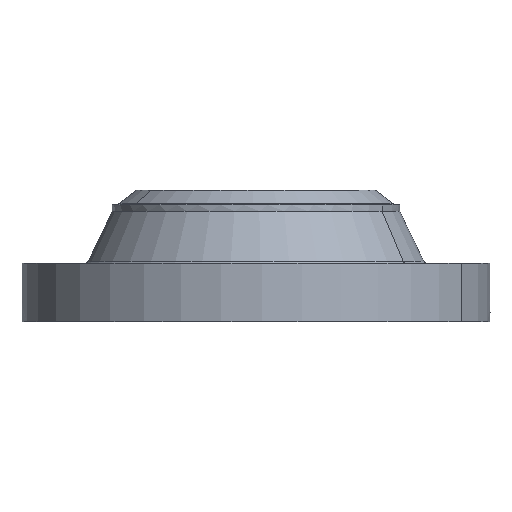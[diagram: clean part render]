
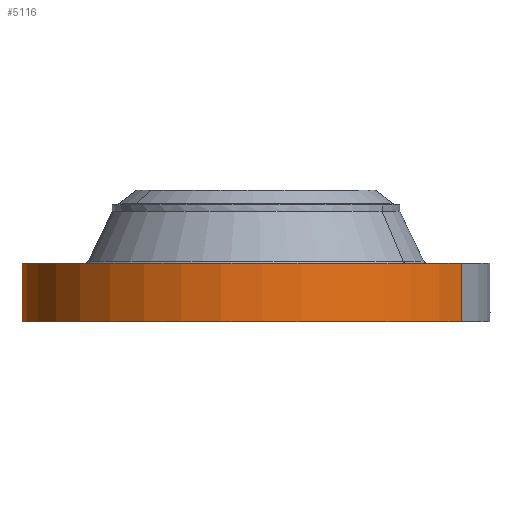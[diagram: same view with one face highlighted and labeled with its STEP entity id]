
A CAD part, left-side view. The second image highlights one B-rep face of the part: STEP entity #5116.
In plain terms, the highlighted cylindrical face has radius 222.25 mm (diameter 444.5 mm), a partial arc.
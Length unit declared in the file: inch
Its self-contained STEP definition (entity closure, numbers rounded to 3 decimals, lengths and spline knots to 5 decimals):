
#3849=AXIS2_PLACEMENT_3D('Circle Axis2P3D',#3847,#3848,$) ;
#4405=AXIS2_PLACEMENT_3D('Circle Axis2P3D',#4403,#4404,$) ;
#5011=AXIS2_PLACEMENT_3D('Cylinder Axis2P3D',#5008,#5009,#5010) ;
#3847=CARTESIAN_POINT('Axis2P3D Location',(0.,0.,0.)) ;
#3851=CARTESIAN_POINT('Vertex',(-4.19497,-7.67885,0.)) ;
#3853=CARTESIAN_POINT('Vertex',(4.19497,7.67885,0.)) ;
#4398=CARTESIAN_POINT('Vertex',(4.19497,7.67885,2.193)) ;
#4400=CARTESIAN_POINT('Vertex',(-4.19497,-7.67885,2.193)) ;
#4403=CARTESIAN_POINT('Axis2P3D Location',(0.,0.,2.193)) ;
#5008=CARTESIAN_POINT('Axis2P3D Location',(0.,0.,2.4665)) ;
#5013=CARTESIAN_POINT('Line Origine',(-4.19497,-7.67885,1.0965)) ;
#5018=CARTESIAN_POINT('Line Origine',(4.19497,7.67885,1.0965)) ;
#5030=CARTESIAN_POINT('Control Point',(-0.05811,8.74981,1.09931)) ;
#5031=CARTESIAN_POINT('Control Point',(-0.03915,8.74993,1.10247)) ;
#5032=CARTESIAN_POINT('Control Point',(-0.01994,8.75,1.10408)) ;
#5033=CARTESIAN_POINT('Control Point',(-0.00072,8.75,1.10412)) ;
#5034=CARTESIAN_POINT('Vertex',(-0.05809,8.74981,1.09932)) ;
#5036=CARTESIAN_POINT('Vertex',(-0.00072,8.75,1.10412)) ;
#5040=CARTESIAN_POINT('Control Point',(-0.05809,8.74981,1.09931)) ;
#5041=CARTESIAN_POINT('Control Point',(-0.09749,8.74955,1.09448)) ;
#5042=CARTESIAN_POINT('Control Point',(-0.13613,8.74901,1.08247)) ;
#5043=CARTESIAN_POINT('Control Point',(-0.17161,8.74832,1.06416)) ;
#5044=CARTESIAN_POINT('Vertex',(-0.17161,8.74832,1.06416)) ;
#5048=CARTESIAN_POINT('Control Point',(-0.03027,8.74995,0.34113)) ;
#5049=CARTESIAN_POINT('Control Point',(-0.08651,8.74975,0.34829)) ;
#5050=CARTESIAN_POINT('Control Point',(-0.14116,8.74911,0.3659)) ;
#5051=CARTESIAN_POINT('Control Point',(-0.19148,8.74808,0.39347)) ;
#5052=CARTESIAN_POINT('Control Point',(-0.26459,8.74613,0.45288)) ;
#5053=CARTESIAN_POINT('Control Point',(-0.31653,8.74431,0.52921)) ;
#5054=CARTESIAN_POINT('Control Point',(-0.33358,8.74366,0.56188)) ;
#5055=CARTESIAN_POINT('Control Point',(-0.36898,8.74225,0.65404)) ;
#5056=CARTESIAN_POINT('Control Point',(-0.3751,8.74194,0.75268)) ;
#5057=CARTESIAN_POINT('Control Point',(-0.36695,8.74232,0.81433)) ;
#5058=CARTESIAN_POINT('Control Point',(-0.33364,8.74374,0.91229)) ;
#5059=CARTESIAN_POINT('Control Point',(-0.27097,8.74586,0.99272)) ;
#5060=CARTESIAN_POINT('Control Point',(-0.24123,8.74676,1.02147)) ;
#5061=CARTESIAN_POINT('Control Point',(-0.20777,8.74761,1.04551)) ;
#5062=CARTESIAN_POINT('Control Point',(-0.17161,8.74832,1.06416)) ;
#5063=CARTESIAN_POINT('Vertex',(-0.03027,8.74995,0.34113)) ;
#5067=CARTESIAN_POINT('Control Point',(-0.03027,8.74995,0.34113)) ;
#5068=CARTESIAN_POINT('Control Point',(-0.02017,8.74998,0.34087)) ;
#5069=CARTESIAN_POINT('Control Point',(-0.01007,8.75,0.34095)) ;
#5070=CARTESIAN_POINT('Control Point',(0.,8.75,0.34137)) ;
#5071=CARTESIAN_POINT('Vertex',(0.,8.75,0.34137)) ;
#5075=CARTESIAN_POINT('Control Point',(0.19328,8.74786,0.39621)) ;
#5076=CARTESIAN_POINT('Control Point',(0.14926,8.74884,0.37134)) ;
#5077=CARTESIAN_POINT('Control Point',(0.10117,8.74961,0.35354)) ;
#5078=CARTESIAN_POINT('Control Point',(0.05082,8.75,0.34353)) ;
#5079=CARTESIAN_POINT('Control Point',(0.,8.75,0.34137)) ;
#5080=CARTESIAN_POINT('Vertex',(0.19328,8.74786,0.39621)) ;
#5084=CARTESIAN_POINT('Control Point',(0.19328,8.74786,0.39621)) ;
#5085=CARTESIAN_POINT('Control Point',(0.22232,8.74722,0.41261)) ;
#5086=CARTESIAN_POINT('Control Point',(0.2497,8.7465,0.4319)) ;
#5087=CARTESIAN_POINT('Control Point',(0.27503,8.74572,0.45391)) ;
#5088=CARTESIAN_POINT('Control Point',(0.34196,8.74346,0.52555)) ;
#5089=CARTESIAN_POINT('Control Point',(0.38472,8.74158,0.61522)) ;
#5090=CARTESIAN_POINT('Control Point',(0.39982,8.74085,0.6796)) ;
#5091=CARTESIAN_POINT('Control Point',(0.40074,8.74085,0.7939)) ;
#5092=CARTESIAN_POINT('Control Point',(0.36068,8.74259,0.89863)) ;
#5093=CARTESIAN_POINT('Control Point',(0.33643,8.7436,0.9401)) ;
#5094=CARTESIAN_POINT('Control Point',(0.26754,8.74613,1.02399)) ;
#5095=CARTESIAN_POINT('Control Point',(0.1746,8.74851,1.07871)) ;
#5096=CARTESIAN_POINT('Control Point',(0.11743,8.74951,1.09858)) ;
#5097=CARTESIAN_POINT('Control Point',(0.05827,8.75,1.10701)) ;
#5098=CARTESIAN_POINT('Control Point',(-0.00003,8.75,1.10415)) ;
#5099=CARTESIAN_POINT('Vertex',(-0.00003,8.75,1.10415)) ;
#5103=CARTESIAN_POINT('Control Point',(-0.00072,8.75,1.10412)) ;
#5104=CARTESIAN_POINT('Control Point',(-0.00037,8.75,1.10414)) ;
#5105=CARTESIAN_POINT('Control Point',(-0.00003,8.75,1.10415)) ;
#3848=DIRECTION('Axis2P3D Direction',(0.,0.,-0.039)) ;
#4404=DIRECTION('Axis2P3D Direction',(0.,0.,-0.039)) ;
#5009=DIRECTION('Axis2P3D Direction',(0.,0.,-0.039)) ;
#5010=DIRECTION('Axis2P3D XDirection',(0.019,0.035,0.)) ;
#5014=DIRECTION('Vector Direction',(0.,0.,-0.039)) ;
#5019=DIRECTION('Vector Direction',(0.,0.,-0.039)) ;
#5015=VECTOR('Line Direction',#5014,0.03937) ;
#5020=VECTOR('Line Direction',#5019,0.03937) ;
#5024=ORIENTED_EDGE('',*,*,#3855,.F.) ;
#5025=ORIENTED_EDGE('',*,*,#5017,.T.) ;
#5026=ORIENTED_EDGE('',*,*,#4407,.T.) ;
#5027=ORIENTED_EDGE('',*,*,#5022,.F.) ;
#5108=ORIENTED_EDGE('',*,*,#5038,.F.) ;
#5109=ORIENTED_EDGE('',*,*,#5046,.T.) ;
#5110=ORIENTED_EDGE('',*,*,#5065,.F.) ;
#5111=ORIENTED_EDGE('',*,*,#5073,.T.) ;
#5112=ORIENTED_EDGE('',*,*,#5082,.F.) ;
#5113=ORIENTED_EDGE('',*,*,#5101,.T.) ;
#5114=ORIENTED_EDGE('',*,*,#5106,.F.) ;
#5115=FACE_BOUND('',#5107,.T.) ;
#5116=ADVANCED_FACE('PartBody',(#5028,#5115),#5012,.T.) ;
#5029=B_SPLINE_CURVE_WITH_KNOTS('',3,(#5030,#5031,#5032,#5033),.UNSPECIFIED.,.F.,.U.,(4,4),(4.38919,6.52136),.UNSPECIFIED.) ;
#5039=B_SPLINE_CURVE_WITH_KNOTS('',3,(#5040,#5041,#5042,#5043),.UNSPECIFIED.,.F.,.U.,(4,4),(0.,4.45945),.UNSPECIFIED.) ;
#5047=B_SPLINE_CURVE_WITH_KNOTS('',5,(#5048,#5049,#5050,#5051,#5052,#5053,#5054,#5055,#5056,#5057,#5058,#5059,#5060,#5061,#5062),.UNSPECIFIED.,.F.,.U.,(6,3,3,3,6),(0.,9.85389,16.43108,27.59417,35.1681),.UNSPECIFIED.) ;
#5066=B_SPLINE_CURVE_WITH_KNOTS('',3,(#5067,#5068,#5069,#5070),.UNSPECIFIED.,.F.,.U.,(4,4),(0.,1.05295),.UNSPECIFIED.) ;
#5074=B_SPLINE_CURVE_WITH_KNOTS('',4,(#5075,#5076,#5077,#5078,#5079),.UNSPECIFIED.,.F.,.U.,(5,5),(0.,7.08198),.UNSPECIFIED.) ;
#5083=B_SPLINE_CURVE_WITH_KNOTS('',5,(#5084,#5085,#5086,#5087,#5088,#5089,#5090,#5091,#5092,#5093,#5094,#5095,#5096,#5097,#5098),.UNSPECIFIED.,.F.,.U.,(6,3,3,3,6),(0.,5.83917,17.10077,25.56378,36.46078),.UNSPECIFIED.) ;
#5102=B_SPLINE_CURVE_WITH_KNOTS('',2,(#5103,#5104,#5105),.UNSPECIFIED.,.F.,.U.,(3,3),(1.04631,1.07211),.UNSPECIFIED.) ;
#3850=CIRCLE('generated circle',#3849,8.75) ;
#4406=CIRCLE('generated circle',#4405,8.75) ;
#5012=CYLINDRICAL_SURFACE('generated cylinder',#5011,8.75) ;
#3855=EDGE_CURVE('',#3852,#3854,#3850,.T.) ;
#4407=EDGE_CURVE('',#4401,#4399,#4406,.T.) ;
#5017=EDGE_CURVE('',#3852,#4401,#5016,.F.) ;
#5022=EDGE_CURVE('',#3854,#4399,#5021,.F.) ;
#5038=EDGE_CURVE('',#5035,#5037,#5029,.T.) ;
#5046=EDGE_CURVE('',#5035,#5045,#5039,.T.) ;
#5065=EDGE_CURVE('',#5064,#5045,#5047,.T.) ;
#5073=EDGE_CURVE('',#5064,#5072,#5066,.T.) ;
#5082=EDGE_CURVE('',#5081,#5072,#5074,.T.) ;
#5101=EDGE_CURVE('',#5081,#5100,#5083,.T.) ;
#5106=EDGE_CURVE('',#5037,#5100,#5102,.T.) ;
#5023=EDGE_LOOP('',(#5024,#5025,#5026,#5027)) ;
#5107=EDGE_LOOP('',(#5108,#5109,#5110,#5111,#5112,#5113,#5114)) ;
#5028=FACE_OUTER_BOUND('',#5023,.T.) ;
#5016=LINE('Line',#5013,#5015) ;
#5021=LINE('Line',#5018,#5020) ;
#3852=VERTEX_POINT('',#3851) ;
#3854=VERTEX_POINT('',#3853) ;
#4399=VERTEX_POINT('',#4398) ;
#4401=VERTEX_POINT('',#4400) ;
#5035=VERTEX_POINT('',#5034) ;
#5037=VERTEX_POINT('',#5036) ;
#5045=VERTEX_POINT('',#5044) ;
#5064=VERTEX_POINT('',#5063) ;
#5072=VERTEX_POINT('',#5071) ;
#5081=VERTEX_POINT('',#5080) ;
#5100=VERTEX_POINT('',#5099) ;
